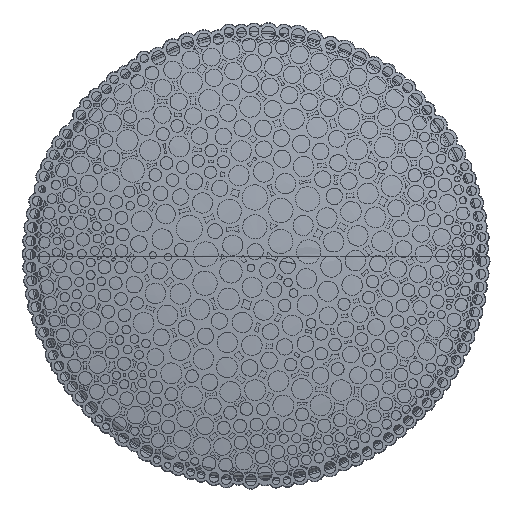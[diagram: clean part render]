
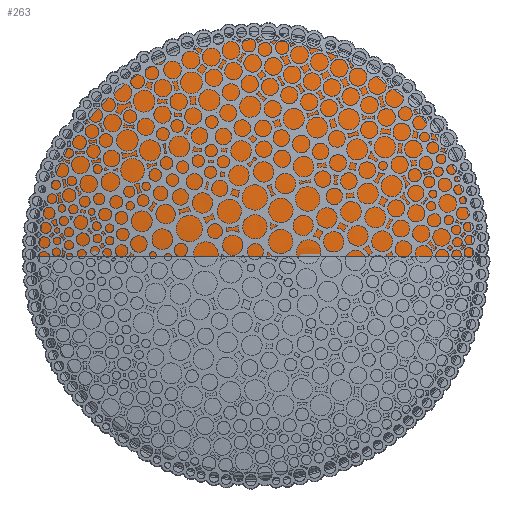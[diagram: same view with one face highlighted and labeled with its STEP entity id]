
A CAD part, top view. The second image highlights one B-rep face of the part: STEP entity #263.
In plain terms, the highlighted free-form (B-spline) face has degree [2, 2] with [3, 5] control points.
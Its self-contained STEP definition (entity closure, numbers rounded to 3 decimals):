
#263=ADVANCED_FACE('',(#1530),#24227,.T.);
#1530=FACE_OUTER_BOUND('',#2797,.T.);
#2797=EDGE_LOOP('',(#7976,#7977,#7978));
#7976=ORIENTED_EDGE('',*,*,#13648,.T.);
#7977=ORIENTED_EDGE('',*,*,#13649,.T.);
#7978=ORIENTED_EDGE('',*,*,#13650,.T.);
#13648=EDGE_CURVE('',#23321,#23322,#14394,.T.);
#13649=EDGE_CURVE('',#23322,#23323,#14395,.T.);
#13650=EDGE_CURVE('',#23323,#23321,#14396,.T.);
#14394=(
BOUNDED_CURVE()
B_SPLINE_CURVE(2,(#74871,#74872,#74873),.UNSPECIFIED.,.F.,.F.)
B_SPLINE_CURVE_WITH_KNOTS((3,3),(0.,345.93),.UNSPECIFIED.)
CURVE()
GEOMETRIC_REPRESENTATION_ITEM()
RATIONAL_B_SPLINE_CURVE((1.,0.996,1.))
REPRESENTATION_ITEM('')
);
#14395=(
BOUNDED_CURVE()
B_SPLINE_CURVE(2,(#74874,#74875,#74876),.UNSPECIFIED.,.F.,.F.)
B_SPLINE_CURVE_WITH_KNOTS((3,3),(-345.93,0.),.UNSPECIFIED.)
CURVE()
GEOMETRIC_REPRESENTATION_ITEM()
RATIONAL_B_SPLINE_CURVE((1.,0.996,1.))
REPRESENTATION_ITEM('')
);
#14396=(
BOUNDED_CURVE()
B_SPLINE_CURVE(2,(#74877,#74878,#74879,#74880,#74881),.UNSPECIFIED.,.F.,
 .F.)
B_SPLINE_CURVE_WITH_KNOTS((3,2,3),(-974.098,-487.049,
0.),.UNSPECIFIED.)
CURVE()
GEOMETRIC_REPRESENTATION_ITEM()
RATIONAL_B_SPLINE_CURVE((1.,0.684,0.935,0.684,
1.))
REPRESENTATION_ITEM('')
);
#23321=VERTEX_POINT('',#74829);
#23322=VERTEX_POINT('',#74830);
#23323=VERTEX_POINT('',#74831);
#24227=(
BOUNDED_SURFACE()
B_SPLINE_SURFACE(2,2,((#74602,#74603,#74604,#74605,#74606),(#74607,#74608,
#74609,#74610,#74611),(#74612,#74613,#74614,#74615,#74616)),
 .UNSPECIFIED.,.F.,.F.,.F.)
B_SPLINE_SURFACE_WITH_KNOTS((3,3),(3,2,3),(0.,345.93),(0.,487.049,
974.098),.UNSPECIFIED.)
GEOMETRIC_REPRESENTATION_ITEM()
RATIONAL_B_SPLINE_SURFACE(((0.935,0.661,0.935,
0.661,0.935),(0.962,0.681,
0.962,0.681,0.962),(1.,
0.707,1.,0.707,1.)))
REPRESENTATION_ITEM('')
SURFACE()
);
#74602=CARTESIAN_POINT('',(-243.662,-0.504,-6.833));
#74603=CARTESIAN_POINT('',(-243.662,243.021,-6.833));
#74604=CARTESIAN_POINT('',(-0.138,243.021,-6.833));
#74605=CARTESIAN_POINT('',(243.387,243.021,-6.833));
#74606=CARTESIAN_POINT('',(243.387,-0.504,-6.833));
#74607=CARTESIAN_POINT('',(-122.98,-0.504,16.1));
#74608=CARTESIAN_POINT('',(-122.98,122.339,16.1));
#74609=CARTESIAN_POINT('',(-0.138,122.339,16.1));
#74610=CARTESIAN_POINT('',(122.704,122.339,16.1));
#74611=CARTESIAN_POINT('',(122.704,-0.504,16.1));
#74612=CARTESIAN_POINT('',(-0.138,-0.504,16.1));
#74613=CARTESIAN_POINT('',(-0.138,-0.504,16.1));
#74614=CARTESIAN_POINT('',(-0.138,-0.504,16.1));
#74615=CARTESIAN_POINT('',(-0.138,-0.504,16.1));
#74616=CARTESIAN_POINT('',(-0.138,-0.504,16.1));
#74829=CARTESIAN_POINT('',(-243.662,-0.504,-6.833));
#74830=CARTESIAN_POINT('',(-0.138,-0.504,16.1));
#74831=CARTESIAN_POINT('',(243.387,-0.504,-6.833));
#74871=CARTESIAN_POINT('',(-243.662,-0.504,-6.833));
#74872=CARTESIAN_POINT('',(-122.98,-0.504,16.1));
#74873=CARTESIAN_POINT('',(-0.138,-0.504,16.1));
#74874=CARTESIAN_POINT('',(-0.138,-0.504,16.1));
#74875=CARTESIAN_POINT('',(122.704,-0.504,16.1));
#74876=CARTESIAN_POINT('',(243.387,-0.504,-6.833));
#74877=CARTESIAN_POINT('',(243.387,-0.504,-6.833));
#74878=CARTESIAN_POINT('',(243.387,243.021,-6.833));
#74879=CARTESIAN_POINT('',(-0.138,243.021,-6.833));
#74880=CARTESIAN_POINT('',(-243.662,243.021,-6.833));
#74881=CARTESIAN_POINT('',(-243.662,-0.504,-6.833));
